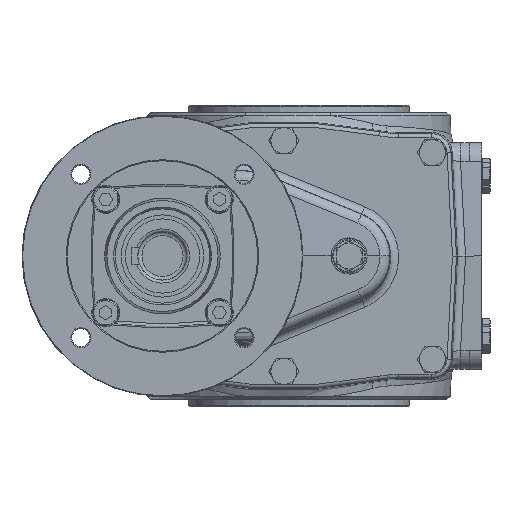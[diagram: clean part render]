
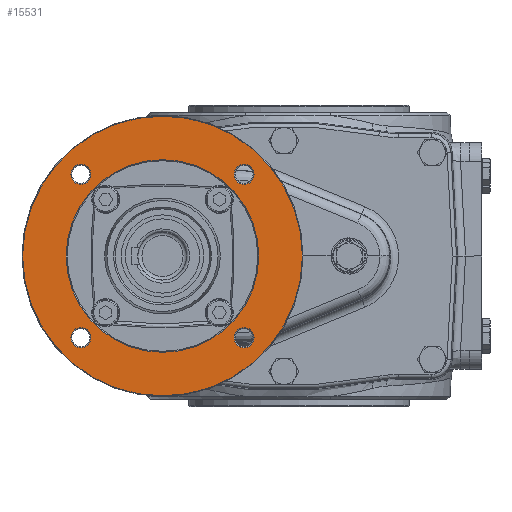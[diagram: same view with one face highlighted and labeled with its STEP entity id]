
A CAD part, left-side view. The second image highlights one B-rep face of the part: STEP entity #15531.
In plain terms, the highlighted face is planar.
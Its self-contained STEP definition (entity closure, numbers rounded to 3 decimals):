
#2135=PLANE('',#16691);
#4975=ORIENTED_EDGE('',*,*,#6679,.T.);
#4976=ORIENTED_EDGE('',*,*,#6680,.T.);
#4977=ORIENTED_EDGE('',*,*,#6468,.T.);
#4978=ORIENTED_EDGE('',*,*,#6471,.T.);
#4979=ORIENTED_EDGE('',*,*,#6474,.T.);
#4980=ORIENTED_EDGE('',*,*,#6681,.T.);
#6468=EDGE_CURVE('',#7622,#7622,#8240,.T.);
#6471=EDGE_CURVE('',#7625,#7625,#8243,.T.);
#6474=EDGE_CURVE('',#7628,#7628,#8246,.T.);
#6679=EDGE_CURVE('',#7757,#7757,#8295,.T.);
#6680=EDGE_CURVE('',#7758,#7758,#8296,.F.);
#6681=EDGE_CURVE('',#7759,#7759,#8297,.T.);
#7622=VERTEX_POINT('',#25099);
#7625=VERTEX_POINT('',#25107);
#7628=VERTEX_POINT('',#25115);
#7757=VERTEX_POINT('',#27812);
#7758=VERTEX_POINT('',#27814);
#7759=VERTEX_POINT('',#27816);
#8240=CIRCLE('',#16610,5.);
#8243=CIRCLE('',#16615,5.);
#8246=CIRCLE('',#16620,5.);
#8295=CIRCLE('',#16692,69.7);
#8296=CIRCLE('',#16693,48.);
#8297=CIRCLE('',#16694,5.);
#9239=EDGE_LOOP('',(#4975));
#9240=EDGE_LOOP('',(#4976));
#9241=EDGE_LOOP('',(#4977));
#9242=EDGE_LOOP('',(#4978));
#9243=EDGE_LOOP('',(#4979));
#9244=EDGE_LOOP('',(#4980));
#10259=FACE_BOUND('',#9239,.T.);
#10260=FACE_BOUND('',#9240,.T.);
#10261=FACE_BOUND('',#9241,.T.);
#10262=FACE_BOUND('',#9242,.T.);
#10263=FACE_BOUND('',#9243,.T.);
#10264=FACE_BOUND('',#9244,.T.);
#15531=ADVANCED_FACE('',(#10259,#10260,#10261,#10262,#10263,#10264),#2135,
 .T.);
#16610=AXIS2_PLACEMENT_3D('',#25098,#19230,#19231);
#16615=AXIS2_PLACEMENT_3D('',#25106,#19240,#19241);
#16620=AXIS2_PLACEMENT_3D('',#25114,#19250,#19251);
#16691=AXIS2_PLACEMENT_3D('',#27810,#19392,#19393);
#16692=AXIS2_PLACEMENT_3D('',#27811,#19394,#19395);
#16693=AXIS2_PLACEMENT_3D('',#27813,#19396,#19397);
#16694=AXIS2_PLACEMENT_3D('',#27815,#19398,#19399);
#19230=DIRECTION('',(0.,-1.,0.));
#19231=DIRECTION('',(0.,0.,-1.));
#19240=DIRECTION('',(0.,-1.,0.));
#19241=DIRECTION('',(1.,0.,0.));
#19250=DIRECTION('',(0.,-1.,0.));
#19251=DIRECTION('',(0.,0.,1.));
#19392=DIRECTION('',(0.,1.,0.));
#19393=DIRECTION('',(0.,0.,1.));
#19394=DIRECTION('',(0.,1.,0.));
#19395=DIRECTION('',(0.,0.,1.));
#19396=DIRECTION('',(0.,1.,0.));
#19397=DIRECTION('',(0.,0.,1.));
#19398=DIRECTION('',(0.,-1.,0.));
#19399=DIRECTION('',(-1.,0.,0.));
#25098=CARTESIAN_POINT('',(-40.659,0.,40.659));
#25099=CARTESIAN_POINT('',(-40.659,0.,35.659));
#25106=CARTESIAN_POINT('',(-40.659,0.,-40.659));
#25107=CARTESIAN_POINT('',(-35.659,0.,-40.659));
#25114=CARTESIAN_POINT('',(40.659,0.,-40.659));
#25115=CARTESIAN_POINT('',(40.659,0.,-35.659));
#27810=CARTESIAN_POINT('',(0.,0.,70.));
#27811=CARTESIAN_POINT('',(0.,0.,0.));
#27812=CARTESIAN_POINT('',(0.,0.,69.7));
#27813=CARTESIAN_POINT('',(0.,0.,0.));
#27814=CARTESIAN_POINT('',(0.,0.,48.));
#27815=CARTESIAN_POINT('',(40.659,0.,40.659));
#27816=CARTESIAN_POINT('',(35.659,0.,40.659));
